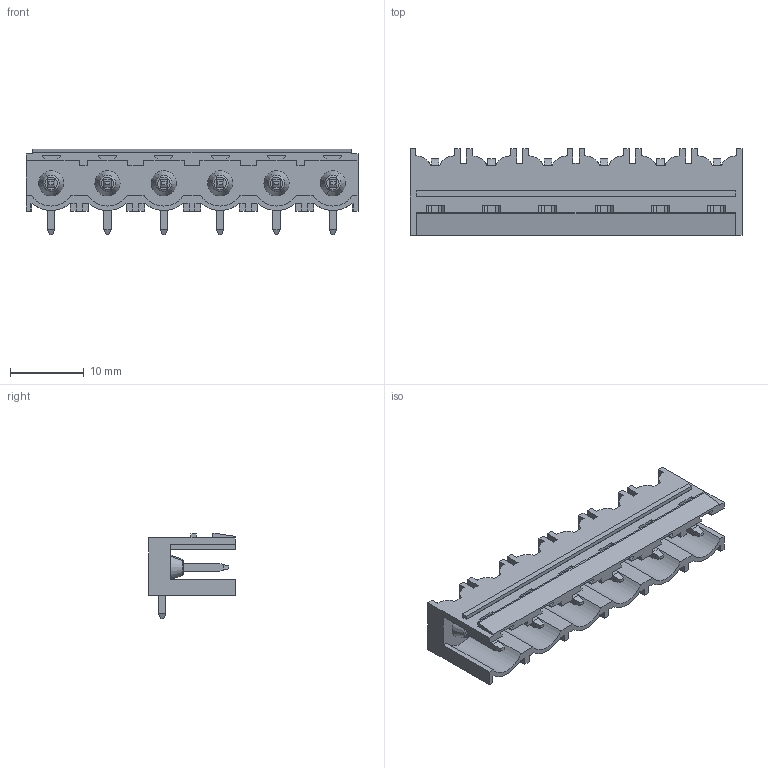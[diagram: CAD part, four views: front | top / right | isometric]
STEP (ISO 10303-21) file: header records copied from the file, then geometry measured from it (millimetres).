
FILE_DESCRIPTION(('CATIA V5 STEP Exchange','CAx-IF Rec.Pracs.--- Model Styling and Organization---1.4--- 2014-01-23'),'2;1');
FILE_NAME ('D1453707_1_1624190000_1624190000.stp','2021-02-15T08:28:18+00:00',('none'),('Weidmueller'),'CATIA Version 5-6 Release 2016 SP3 HF44','CATIA V5 STEP AP214','none');
FILE_SCHEMA(('AUTOMOTIVE_DESIGN { 1 0 10303 214 1 1 1 1 }'));
Length unit declared in the file: millimetre
Products named in the file (1): 1624190000
Bounding box: 44.9 x 11.75 x 11.6 mm (x, y, z)
Volume: 1499.6 mm3; surface area: 3738.4 mm2
Topology: 7 solids, 7 shells, 408 faces, 1151 edges, 752 vertices
Faces by surface type: plane 330, cylinder 52, cone 12, torus 12, extrusion 2
Entity records: 12335 total; most frequent: CARTESIAN_POINT 2430, ORIENTED_EDGE 2302, DIRECTION 1615, EDGE_CURVE 1151, VECTOR 997, LINE 995, VERTEX_POINT 752, EDGE_LOOP 427
